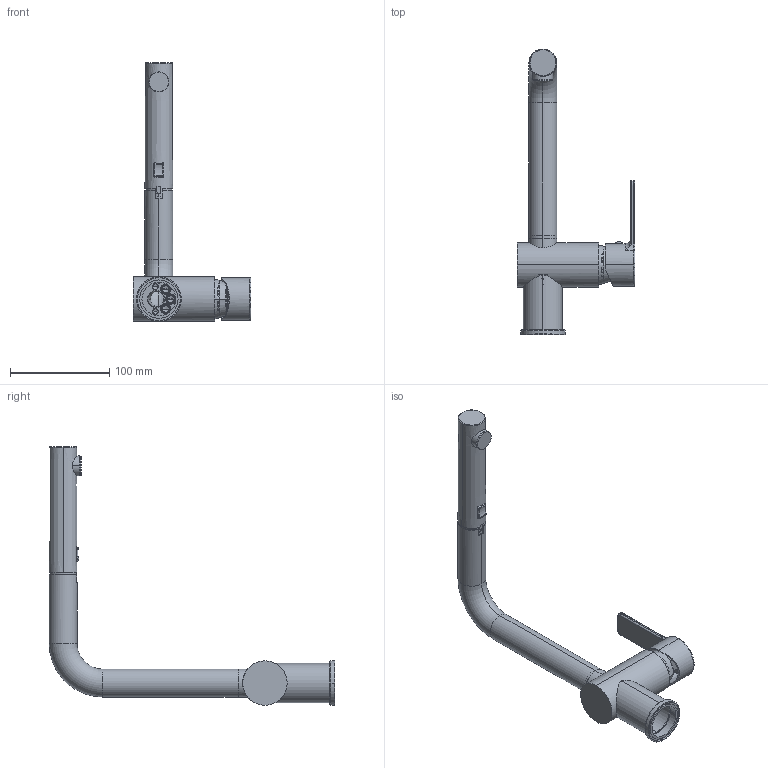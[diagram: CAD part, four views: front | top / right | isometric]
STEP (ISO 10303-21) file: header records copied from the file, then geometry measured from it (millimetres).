
FILE_DESCRIPTION((''),'2;1');
FILE_NAME('WS285CR','2021-06-10T11:10:38',('ut3'),('PAFFONI SpA'),'CREO PARAMETRIC BY PTC INC, 2020044','CREO PARAMETRIC BY PTC INC, 2020044','');
FILE_SCHEMA(('CONFIG_CONTROL_DESIGN','SHAPE_APPEARANCE_LAYERS_GROUPS'));
Length unit declared in the file: millimetre
Products named in the file (1): WS285CR
Bounding box: 118.63 x 287.4 x 260.5 mm (x, y, z)
Volume: 202520 mm3; surface area: 154908.5 mm2
Topology: 2 solids, 2 shells, 2407 faces, 6749 edges, 4315 vertices
Faces by surface type: plane 1194, cylinder 640, cone 233, torus 160, bspline 101, sphere 46, extrusion 33
Entity records: 108534 total; most frequent: CARTESIAN_POINT 29630, ORIENTED_EDGE 13426, DIRECTION 12541, EDGE_CURVE 6713, AXIS2_PLACEMENT_3D 4399, VERTEX_POINT 4315, VECTOR 3743, LINE 3710
